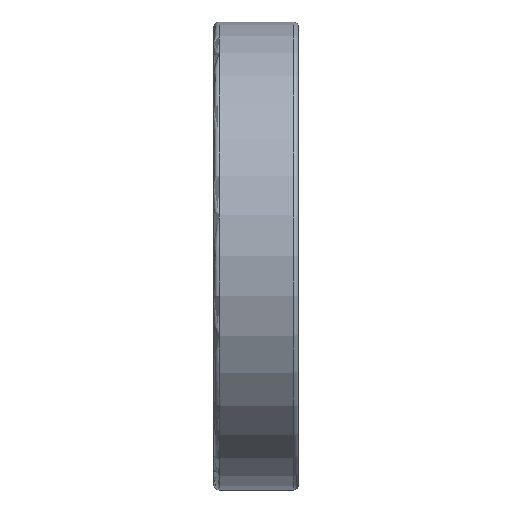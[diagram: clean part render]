
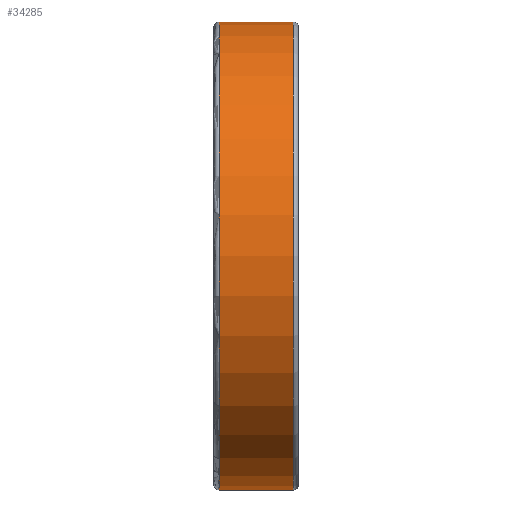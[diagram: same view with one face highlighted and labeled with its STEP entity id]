
A CAD part, top view. The second image highlights one B-rep face of the part: STEP entity #34285.
In plain terms, the highlighted cylindrical face has radius 50 mm (diameter 100 mm), a partial arc.
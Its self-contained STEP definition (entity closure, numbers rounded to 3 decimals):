
#24270=DIRECTION('',(-1.,0.,0.));
#24271=VECTOR('',#24270,15.9);
#24272=CARTESIAN_POINT('',(8.,50.,0.));
#24273=LINE('',#24272,#24271);
#24277=DIRECTION('',(-1.,0.,0.));
#24278=VECTOR('',#24277,15.9);
#24279=CARTESIAN_POINT('',(8.,-50.,0.));
#24280=LINE('',#24279,#24278);
#24292=CARTESIAN_POINT('',(8.,0.,0.));
#24293=DIRECTION('',(1.,0.,0.));
#24294=DIRECTION('',(0.,1.,0.));
#24295=AXIS2_PLACEMENT_3D('',#24292,#24293,#24294);
#24300=CARTESIAN_POINT('',(-7.9,0.,0.));
#24301=DIRECTION('',(1.,0.,0.));
#24302=DIRECTION('',(0.,1.,0.));
#24303=AXIS2_PLACEMENT_3D('',#24300,#24301,#24302);
#31299=CARTESIAN_POINT('',(8.,50.,0.));
#31300=CARTESIAN_POINT('',(-7.9,50.,0.));
#31301=VERTEX_POINT('',#31299);
#31302=VERTEX_POINT('',#31300);
#31311=CARTESIAN_POINT('',(8.,-50.,0.));
#31312=CARTESIAN_POINT('',(-7.9,-50.,0.));
#31313=VERTEX_POINT('',#31311);
#31314=VERTEX_POINT('',#31312);
#34273=CARTESIAN_POINT('',(-9.9,0.,0.));
#34274=DIRECTION('',(1.,0.,0.));
#34275=DIRECTION('',(0.,-1.,0.));
#34276=AXIS2_PLACEMENT_3D('',#34273,#34274,#34275);
#34277=CYLINDRICAL_SURFACE('',#34276,50.);
#34278=ORIENTED_EDGE('',*,*,#34263,.F.);
#34279=ORIENTED_EDGE('',*,*,#34240,.T.);
#34280=ORIENTED_EDGE('',*,*,#34267,.T.);
#34282=ORIENTED_EDGE('',*,*,#34281,.F.);
#34283=EDGE_LOOP('',(#34278,#34279,#34280,#34282));
#34284=FACE_OUTER_BOUND('',#34283,.F.);
#24296=CIRCLE('',#24295,50.);
#24304=CIRCLE('',#24303,50.);
#34240=EDGE_CURVE('',#31301,#31313,#24296,.T.);
#34263=EDGE_CURVE('',#31301,#31302,#24273,.T.);
#34267=EDGE_CURVE('',#31313,#31314,#24280,.T.);
#34281=EDGE_CURVE('',#31302,#31314,#24304,.T.);
#34285=ADVANCED_FACE('',(#34284),#34277,.T.);
